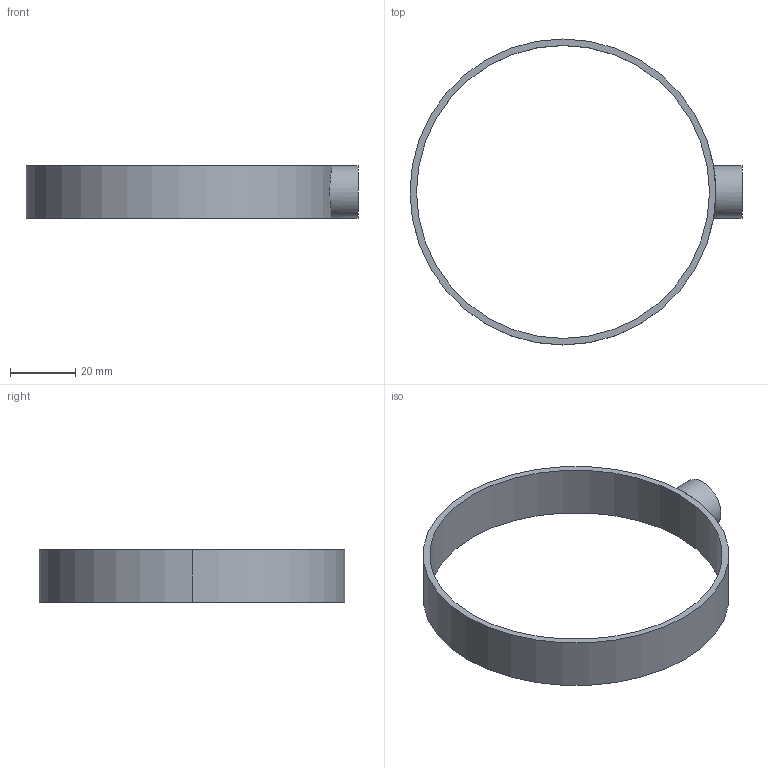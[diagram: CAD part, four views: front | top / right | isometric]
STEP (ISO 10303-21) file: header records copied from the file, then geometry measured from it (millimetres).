
FILE_DESCRIPTION(/* description */ (''),/* implementation_level */ '2;1');
FILE_NAME(/* name */ 'DHEC_PVC_dowel_connector v5.step',/* time_stamp */ '2020-12-01T17:25:45-05:00',/* author */ (''),/* organization */ (''),/* preprocessor_version */ 'ST-DEVELOPER v18.1',/* originating_system */ 'Autodesk Translation Framework v9.3.0.1241',/* authorisation */ '');
FILE_SCHEMA (('AUTOMOTIVE_DESIGN { 1 0 10303 214 3 1 1 }'));
Length unit declared in the file: millimetre
Products named in the file (1): DHEC_PVC_dowel_connector
Bounding box: 102 x 94 x 16 mm (x, y, z)
Volume: 10290.3 mm3; surface area: 11072.6 mm2
Topology: 1 solids, 1 shells, 9 faces, 16 edges, 10 vertices
Faces by surface type: cylinder 6, plane 3
Full cylindrical faces by diameter (mm): 9.75 x1, 16 x1, 90 x1
Entity records: 319 total; most frequent: CARTESIAN_POINT 104, DIRECTION 40, ORIENTED_EDGE 32, AXIS2_PLACEMENT_3D 18, EDGE_CURVE 16, EDGE_LOOP 12, VERTEX_POINT 10, FACE_OUTER_BOUND 9
